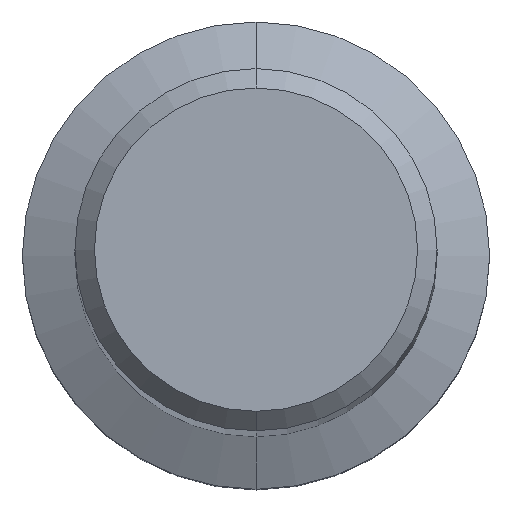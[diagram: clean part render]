
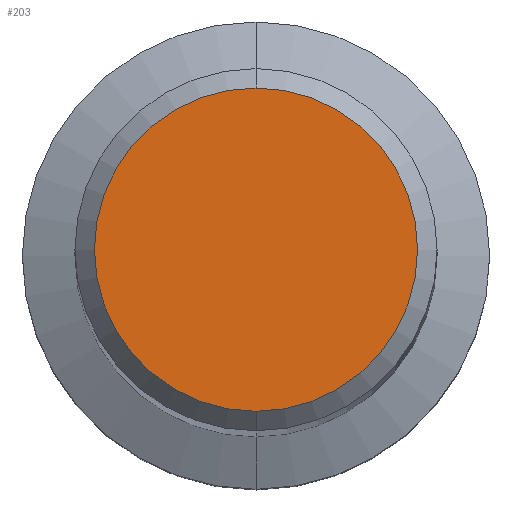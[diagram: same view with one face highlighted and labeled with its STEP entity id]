
A CAD part, top view. The second image highlights one B-rep face of the part: STEP entity #203.
In plain terms, the highlighted planar face has unit normal (0, 0, 1).
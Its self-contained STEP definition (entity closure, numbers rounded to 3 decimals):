
#203=ADVANCED_FACE('',(#558),#559,.T.);
#221=EDGE_CURVE('',#403,#223,#577,.T.);
#223=VERTEX_POINT('',#579);
#321=EDGE_CURVE('',#223,#403,#686,.T.);
#403=VERTEX_POINT('',#779);
#558=FACE_OUTER_BOUND('',#944,.T.);
#559=PLANE('',#945);
#577=CIRCLE('',#982,4.15);
#579=CARTESIAN_POINT('',(0.,-4.15,0.0));
#686=CIRCLE('',#1143,4.15);
#779=CARTESIAN_POINT('',(0.0,4.15,0.0));
#944=EDGE_LOOP('',(#1657,#1658));
#945=AXIS2_PLACEMENT_3D('',#1659,#1660,#1661);
#982=AXIS2_PLACEMENT_3D('',#1664,#1665,#1666);
#1143=AXIS2_PLACEMENT_3D('',#1786,#1787,#1788);
#1657=ORIENTED_EDGE('',*,*,#221,.F.);
#1658=ORIENTED_EDGE('',*,*,#321,.F.);
#1659=CARTESIAN_POINT('',(0.0,2.075,0.0));
#1660=DIRECTION('',(-0.0,0.0,1.0));
#1661=DIRECTION('',(0.0,-1.0,0.0));
#1664=CARTESIAN_POINT('',(0.0,0.0,0.0));
#1665=DIRECTION('',(0.0,0.0,-1.0));
#1666=DIRECTION('',(0.0,1.0,0.0));
#1786=CARTESIAN_POINT('',(0.0,0.0,0.0));
#1787=DIRECTION('',(0.0,0.0,-1.0));
#1788=DIRECTION('',(0.0,1.0,0.0));
